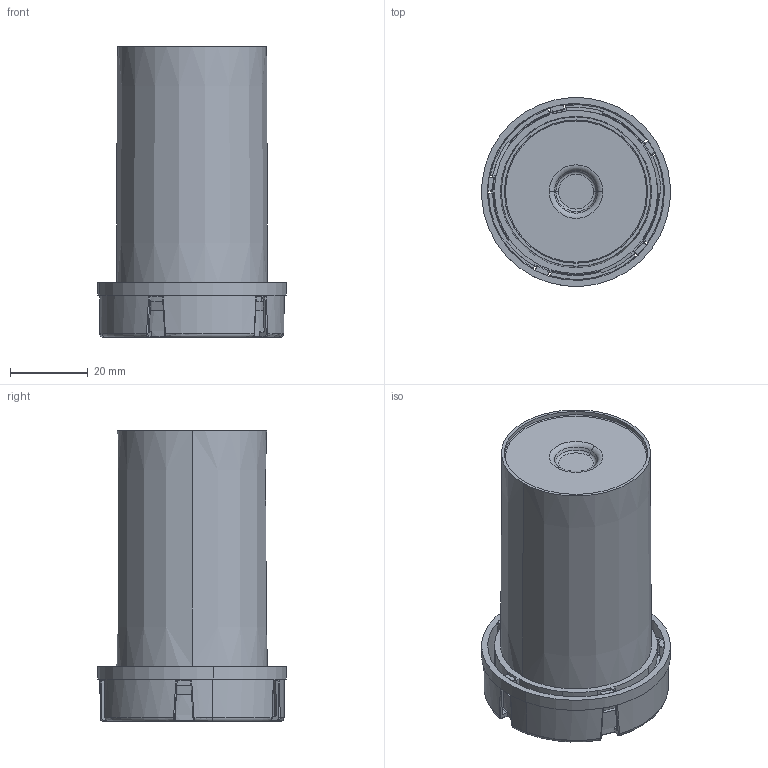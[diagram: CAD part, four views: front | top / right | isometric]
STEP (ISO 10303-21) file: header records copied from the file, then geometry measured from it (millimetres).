
FILE_DESCRIPTION (( 'STEP AP214' ), '1' );
FILE_NAME ('Ensamblaje.STEP', '2020-07-28T04:02:48', ( '' ), ( '' ), 'SwSTEP 2.0', 'SolidWorks 2017', '' );
FILE_SCHEMA (( 'AUTOMOTIVE_DESIGN' ));
Length unit declared in the file: inch
Products named in the file (4): Pastilla; Tapa; Frasco; Ensamblaje
Assembly tree (7 placements, depth 2):
  Ensamblaje
    Frasco
    Tapa
    Pastilla  x5
Bounding box: 48.58 x 48.58 x 74.8 mm (x, y, z)
Volume: 15957.6 mm3; surface area: 30018.4 mm2
Topology: 7 solids, 7 shells, 317 faces, 812 edges, 500 vertices
Faces by surface type: plane 123, cylinder 72, torus 66, bspline 30, cone 14, sphere 12
Entity records: 8670 total; most frequent: CARTESIAN_POINT 2615, ORIENTED_EDGE 1288, DIRECTION 1232, EDGE_CURVE 644, AXIS2_PLACEMENT_3D 508, VERTEX_POINT 398, CIRCLE 275, EDGE_LOOP 264
